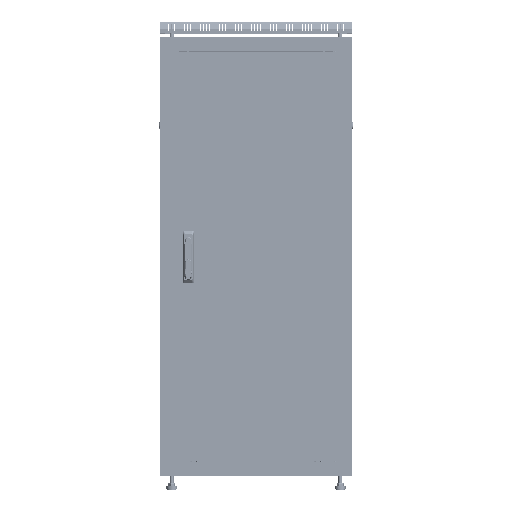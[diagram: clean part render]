
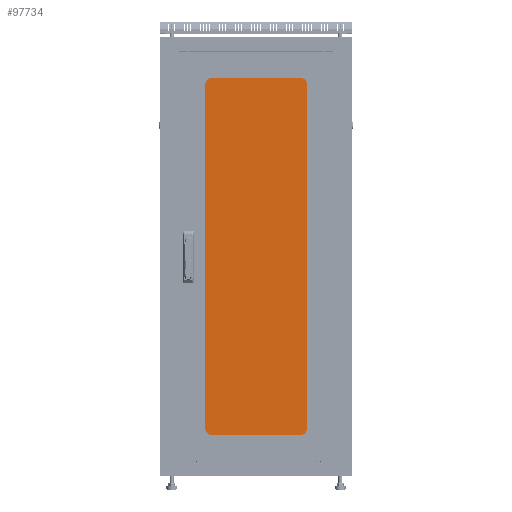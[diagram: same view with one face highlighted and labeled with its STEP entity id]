
A CAD part, top view. The second image highlights one B-rep face of the part: STEP entity #97734.
In plain terms, the highlighted planar face has unit normal (0, 0, 1).
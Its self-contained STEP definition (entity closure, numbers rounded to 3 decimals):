
#502 = VERTEX_POINT ( 'NONE', #97597 ) ;
#2219 = ORIENTED_EDGE ( 'NONE', *, *, #60842, .T. ) ;
#8384 = AXIS2_PLACEMENT_3D ( 'NONE', #92016, #73966, #64995 ) ;
#9695 = EDGE_LOOP ( 'NONE', ( #2219, #34144, #33697, #59623 ) ) ;
#12243 = VERTEX_POINT ( 'NONE', #48088 ) ;
#18188 = CARTESIAN_POINT ( 'NONE',  ( -180., -637.95, 4. ) ) ;
#21740 = DIRECTION ( 'NONE',  ( 0., 1., 0. ) ) ;
#21856 = EDGE_CURVE ( 'NONE', #12243, #502, #66160, .T. ) ;
#25145 = DIRECTION ( 'NONE',  ( 1., 0., 0. ) ) ;
#32596 = CARTESIAN_POINT ( 'NONE',  ( 180., -637.95, 4. ) ) ;
#33697 = ORIENTED_EDGE ( 'NONE', *, *, #111313, .T. ) ;
#34144 = ORIENTED_EDGE ( 'NONE', *, *, #21856, .T. ) ;
#34728 = VERTEX_POINT ( 'NONE', #101216 ) ;
#48088 = CARTESIAN_POINT ( 'NONE',  ( -180., -637.95, 4. ) ) ;
#52956 = DIRECTION ( 'NONE',  ( 0., -1., 0. ) ) ;
#53472 = VECTOR ( 'NONE', #52956, 1000. ) ;
#59623 = ORIENTED_EDGE ( 'NONE', *, *, #88745, .T. ) ;
#60842 = EDGE_CURVE ( 'NONE', #95247, #12243, #64741, .T. ) ;
#63313 = CARTESIAN_POINT ( 'NONE',  ( -180., 637.95, 4. ) ) ;
#64741 = LINE ( 'NONE', #18188, #53472 ) ;
#64995 = DIRECTION ( 'NONE',  ( 1., 0., 0. ) ) ;
#66160 = LINE ( 'NONE', #32596, #111022 ) ;
#67118 = VECTOR ( 'NONE', #85999, 1000. ) ;
#73966 = DIRECTION ( 'NONE',  ( 0., 0., 1. ) ) ;
#75329 = CARTESIAN_POINT ( 'NONE',  ( 180., -637.95, 4. ) ) ;
#85609 = CARTESIAN_POINT ( 'NONE',  ( 180., 637.95, 4. ) ) ;
#85999 = DIRECTION ( 'NONE',  ( -1., 0., 0. ) ) ;
#88745 = EDGE_CURVE ( 'NONE', #34728, #95247, #90938, .T. ) ;
#90938 = LINE ( 'NONE', #85609, #67118 ) ;
#92016 = CARTESIAN_POINT ( 'NONE',  ( 0., 0., 4. ) ) ;
#92414 = PLANE ( 'NONE',  #8384 ) ;
#93183 = FACE_OUTER_BOUND ( 'NONE', #9695, .T. ) ;
#95247 = VERTEX_POINT ( 'NONE', #63313 ) ;
#96441 = LINE ( 'NONE', #75329, #110452 ) ;
#97597 = CARTESIAN_POINT ( 'NONE',  ( 180., -637.95, 4. ) ) ;
#97734 = ADVANCED_FACE ( 'NONE', ( #93183 ), #92414, .T. ) ;
#101216 = CARTESIAN_POINT ( 'NONE',  ( 180., 637.95, 4. ) ) ;
#110452 = VECTOR ( 'NONE', #21740, 1000. ) ;
#111022 = VECTOR ( 'NONE', #25145, 1000. ) ;
#111313 = EDGE_CURVE ( 'NONE', #502, #34728, #96441, .T. ) ;
